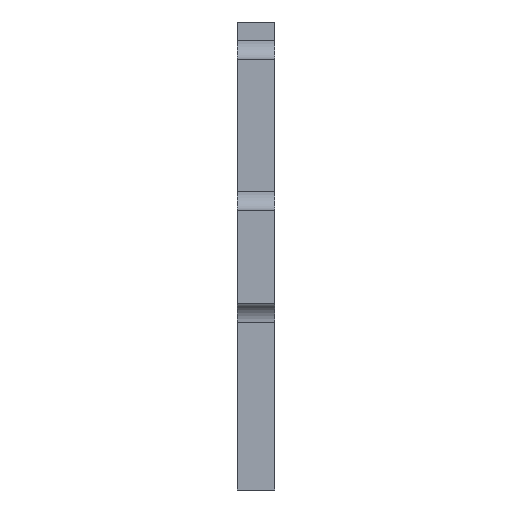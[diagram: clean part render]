
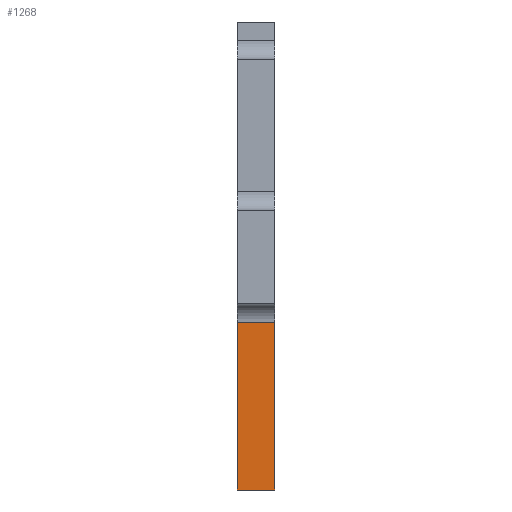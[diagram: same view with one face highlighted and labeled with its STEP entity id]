
A CAD part, front view. The second image highlights one B-rep face of the part: STEP entity #1268.
In plain terms, the highlighted planar face has unit normal (0, -1, 0).
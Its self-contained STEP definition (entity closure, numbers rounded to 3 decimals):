
#823=CARTESIAN_POINT('Vertex',(-6.,-37.,24.899)) ;
#826=CARTESIAN_POINT('Line Origine',(-7.,-37.,24.899)) ;
#830=CARTESIAN_POINT('Vertex',(-8.,-37.,24.899)) ;
#1060=CARTESIAN_POINT('Axis2P3D Location',(-6.,-37.,48.)) ;
#1122=CARTESIAN_POINT('Vertex',(-8.,-37.,33.899)) ;
#1133=CARTESIAN_POINT('Control Point',(-8.,-37.,33.899)) ;
#1134=CARTESIAN_POINT('Control Point',(-8.,-37.,24.899)) ;
#1185=CARTESIAN_POINT('Control Point',(-6.,-37.,33.899)) ;
#1186=CARTESIAN_POINT('Control Point',(-6.,-37.,24.899)) ;
#1187=CARTESIAN_POINT('Vertex',(-6.,-37.,33.899)) ;
#1257=CARTESIAN_POINT('Line Origine',(-7.,-37.,33.899)) ;
#827=DIRECTION('Vector Direction',(-1.,0.,0.)) ;
#1061=DIRECTION('Axis2P3D Direction',(0.,1.,0.)) ;
#1062=DIRECTION('Axis2P3D XDirection',(0.,0.,-1.)) ;
#1258=DIRECTION('Vector Direction',(-1.,0.,0.)) ;
#1063=AXIS2_PLACEMENT_3D('Plane Axis2P3D',#1060,#1061,#1062) ;
#1263=ORIENTED_EDGE('',*,*,#1261,.F.) ;
#1264=ORIENTED_EDGE('',*,*,#1135,.F.) ;
#1265=ORIENTED_EDGE('',*,*,#832,.F.) ;
#1266=ORIENTED_EDGE('',*,*,#1189,.T.) ;
#828=VECTOR('Line Direction',#827,1.) ;
#1259=VECTOR('Line Direction',#1258,1.) ;
#1268=ADVANCED_FACE('Corps principal',(#1267),#1064,.F.) ;
#1132=B_SPLINE_CURVE_WITH_KNOTS('',1,(#1133,#1134),.UNSPECIFIED.,.F.,.U.,(2,2),(14.101,23.101),.UNSPECIFIED.) ;
#1184=B_SPLINE_CURVE_WITH_KNOTS('',1,(#1185,#1186),.UNSPECIFIED.,.F.,.U.,(2,2),(14.101,23.101),.UNSPECIFIED.) ;
#832=EDGE_CURVE('',#824,#831,#829,.T.) ;
#1135=EDGE_CURVE('',#831,#1123,#1132,.F.) ;
#1189=EDGE_CURVE('',#824,#1188,#1184,.F.) ;
#1261=EDGE_CURVE('',#1123,#1188,#1260,.F.) ;
#1262=EDGE_LOOP('',(#1263,#1264,#1265,#1266)) ;
#1267=FACE_OUTER_BOUND('',#1262,.T.) ;
#829=LINE('Line',#826,#828) ;
#1260=LINE('Line',#1257,#1259) ;
#1064=PLANE('Plane',#1063) ;
#824=VERTEX_POINT('',#823) ;
#831=VERTEX_POINT('',#830) ;
#1123=VERTEX_POINT('',#1122) ;
#1188=VERTEX_POINT('',#1187) ;
